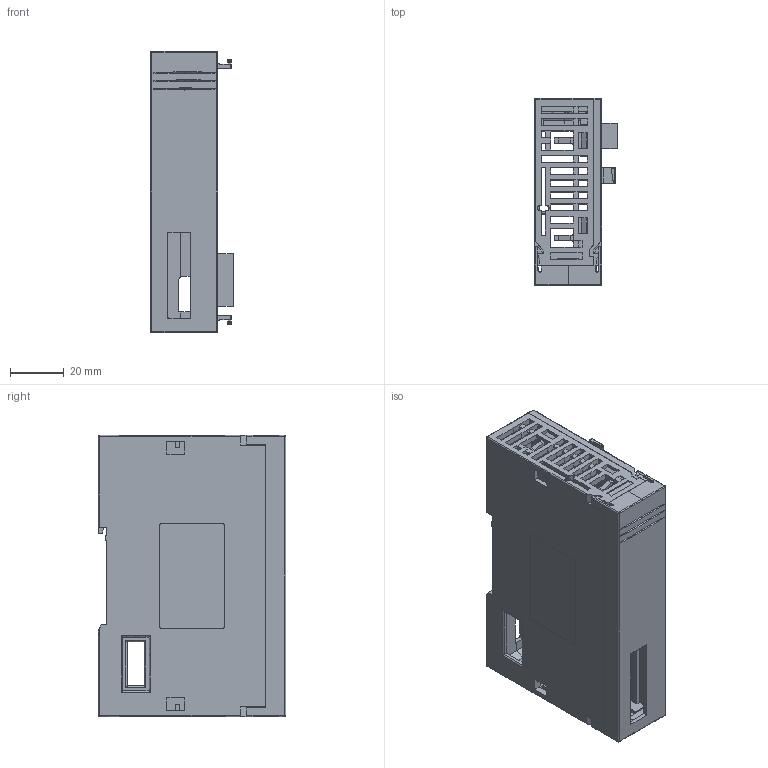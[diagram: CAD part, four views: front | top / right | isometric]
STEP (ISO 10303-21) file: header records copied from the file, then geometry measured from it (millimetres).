
FILE_DESCRIPTION(/* description */ (''),/* implementation_level */ '2;1');
FILE_NAME(/* name */ 'XL-2PT~2',/* time_stamp */ '2020-12-22T08:38:32+08:00',/* author */ (''),/* organization */ (''),/* preprocessor_version */ 'ST-DEVELOPER v15',/* originating_system */ '',/* authorisation */ '');
FILE_SCHEMA (('AUTOMOTIVE_DESIGN'));
Length unit declared in the file: millimetre
Products named in the file (1): Document
Bounding box: 30.8 x 70 x 105 mm (x, y, z)
Volume: 43956.8 mm3; surface area: 48840.6 mm2
Topology: 3 solids, 3 shells, 1177 faces, 3301 edges, 2079 vertices
Faces by surface type: plane 926, bspline 251
Entity records: 40339 total; most frequent: CARTESIAN_POINT 19228, ORIENTED_EDGE 6594, EDGE_CURVE 3297, B_SPLINE_CURVE_WITH_KNOTS 2646, VERTEX_POINT 2079, EDGE_LOOP 1242, ADVANCED_FACE 1177, FACE_OUTER_BOUND 1177
